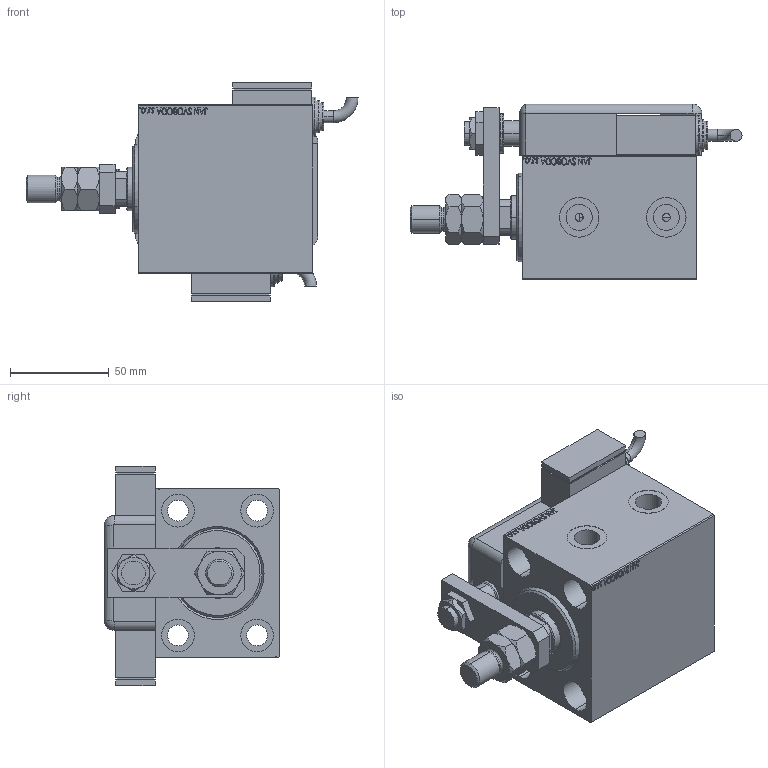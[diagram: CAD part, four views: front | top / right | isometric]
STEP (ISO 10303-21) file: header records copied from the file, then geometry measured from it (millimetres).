
FILE_DESCRIPTION (( 'STEP AP203' ), '1' );
FILE_NAME ('254d.STEP', '2021-05-17T10:05:26', ( '' ), ( '' ), 'SwSTEP 2.0', 'SolidWorks 2019', '' );
FILE_SCHEMA (( 'CONFIG_CONTROL_DESIGN' ));
Length unit declared in the file: millimetre
Products named in the file (14): Q_T_W_MTA 8f38157d03e359a62a066457dd6a03d9; V450CM_C_VCP 8f38157d03e359a62a066457dd6a03d9; MAGNETIC SWITCH Q 8f38157d03e359a62a066457dd6a03d9; NUT_D13 8f38157d03e359a62a066457dd6a03d9; SWITCH DIM A_G 8f38157d03e359a62a066457dd6a03d9; V450CM_VC_B 8f38157d03e359a62a066457dd6a03d9; 254d; KRYT 8f38157d03e359a62a066457dd6a03d9; SWITCH_Q_FRONT_BACK 8f38157d03e359a62a066457dd6a03d9; NUT_D19 8f38157d03e359a62a066457dd6a03d9; V450CM_C 8f38157d03e359a62a066457dd6a03d9; SWITCH Q 8f38157d03e359a62a066457dd6a03d9; ZARAZKA_Q 8f38157d03e359a62a066457dd6a03d9; TYC 8f38157d03e359a62a066457dd6a03d9
Assembly tree (14 placements, depth 3):
  254d
    V450CM_C 8f38157d03e359a62a066457dd6a03d9
    V450CM_C_VCP 8f38157d03e359a62a066457dd6a03d9
    V450CM_VC_B 8f38157d03e359a62a066457dd6a03d9
    MAGNETIC SWITCH Q 8f38157d03e359a62a066457dd6a03d9
      SWITCH_Q_FRONT_BACK 8f38157d03e359a62a066457dd6a03d9
      TYC 8f38157d03e359a62a066457dd6a03d9
      ZARAZKA_Q 8f38157d03e359a62a066457dd6a03d9
      SWITCH DIM A_G 8f38157d03e359a62a066457dd6a03d9
      NUT_D19 8f38157d03e359a62a066457dd6a03d9
      NUT_D13 8f38157d03e359a62a066457dd6a03d9
      KRYT 8f38157d03e359a62a066457dd6a03d9
      SWITCH Q 8f38157d03e359a62a066457dd6a03d9  x2
    Q_T_W_MTA 8f38157d03e359a62a066457dd6a03d9
Bounding box: 167.76 x 88.8 x 111 mm (x, y, z)
Volume: 549105.8 mm3; surface area: 134616.2 mm2
Topology: 14 solids, 14 shells, 1312 faces, 3306 edges, 2169 vertices
Faces by surface type: plane 634, bspline 471, cylinder 131, cone 50, torus 24, sphere 2
Entity records: 61980 total; most frequent: CARTESIAN_POINT 32926, ORIENTED_EDGE 6416, DIRECTION 4144, EDGE_CURVE 3208, VERTEX_POINT 2109, LINE 1862, VECTOR 1862, EDGE_LOOP 1451
